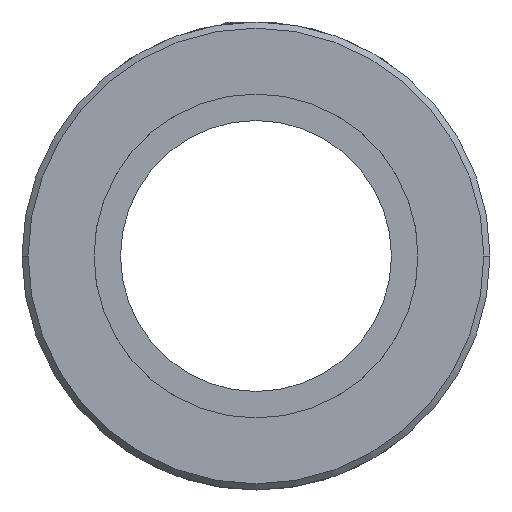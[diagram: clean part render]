
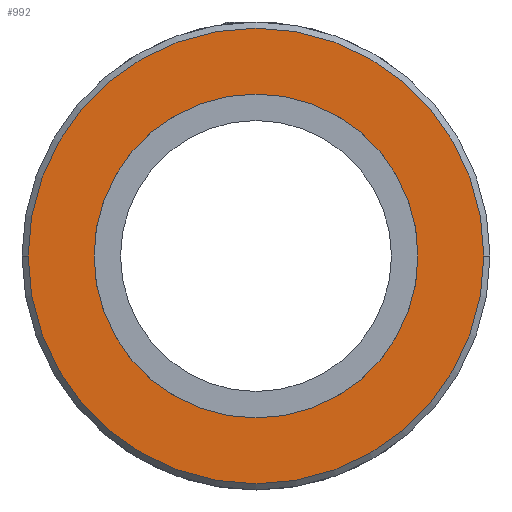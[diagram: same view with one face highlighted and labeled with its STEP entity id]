
A CAD part, front view. The second image highlights one B-rep face of the part: STEP entity #992.
In plain terms, the highlighted planar face has unit normal (0, -1, 0).
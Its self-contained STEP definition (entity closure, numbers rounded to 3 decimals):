
#6 = CIRCLE ( 'NONE', #800, 12.75 ) ;
#18 = AXIS2_PLACEMENT_3D ( 'NONE', #1033, #584, #808 ) ;
#19 = EDGE_LOOP ( 'NONE', ( #915, #530 ) ) ;
#71 = FACE_OUTER_BOUND ( 'NONE', #19, .T. ) ;
#187 = ORIENTED_EDGE ( 'NONE', *, *, #457, .F. ) ;
#199 = DIRECTION ( 'NONE',  ( 0., -1., 0. ) ) ;
#204 = CARTESIAN_POINT ( 'NONE',  ( 0., 5., 0. ) ) ;
#208 = CIRCLE ( 'NONE', #18, 18.5 ) ;
#264 = AXIS2_PLACEMENT_3D ( 'NONE', #204, #199, #1352 ) ;
#346 = CARTESIAN_POINT ( 'NONE',  ( 0., 5., 0. ) ) ;
#357 = EDGE_CURVE ( 'NONE', #721, #755, #208, .T. ) ;
#457 = EDGE_CURVE ( 'NONE', #1222, #690, #1215, .T. ) ;
#467 = AXIS2_PLACEMENT_3D ( 'NONE', #346, #819, #1513 ) ;
#527 = FACE_BOUND ( 'NONE', #1102, .T. ) ;
#530 = ORIENTED_EDGE ( 'NONE', *, *, #357, .T. ) ;
#576 = DIRECTION ( 'NONE',  ( 1., 0., 0. ) ) ;
#584 = DIRECTION ( 'NONE',  ( 0., -1., 0. ) ) ;
#590 = CARTESIAN_POINT ( 'NONE',  ( 0., 5., 0. ) ) ;
#690 = VERTEX_POINT ( 'NONE', #1064 ) ;
#707 = DIRECTION ( 'NONE',  ( 0., -1., 0. ) ) ;
#721 = VERTEX_POINT ( 'NONE', #984 ) ;
#755 = VERTEX_POINT ( 'NONE', #1470 ) ;
#800 = AXIS2_PLACEMENT_3D ( 'NONE', #919, #1503, #576 ) ;
#808 = DIRECTION ( 'NONE',  ( 1., 0., 0. ) ) ;
#819 = DIRECTION ( 'NONE',  ( 0., -1., 0. ) ) ;
#821 = DIRECTION ( 'NONE',  ( 1., 0., 0. ) ) ;
#915 = ORIENTED_EDGE ( 'NONE', *, *, #1369, .T. ) ;
#919 = CARTESIAN_POINT ( 'NONE',  ( 0., 5., 0. ) ) ;
#984 = CARTESIAN_POINT ( 'NONE',  ( 18.5, 5., 0. ) ) ;
#992 = ADVANCED_FACE ( 'NONE', ( #71, #527 ), #1482, .T. ) ;
#1033 = CARTESIAN_POINT ( 'NONE',  ( 0., 5., 0. ) ) ;
#1064 = CARTESIAN_POINT ( 'NONE',  ( -12.75, 5., 0. ) ) ;
#1102 = EDGE_LOOP ( 'NONE', ( #1108, #187 ) ) ;
#1108 = ORIENTED_EDGE ( 'NONE', *, *, #1305, .F. ) ;
#1184 = AXIS2_PLACEMENT_3D ( 'NONE', #590, #707, #821 ) ;
#1210 = CIRCLE ( 'NONE', #467, 18.5 ) ;
#1215 = CIRCLE ( 'NONE', #1184, 12.75 ) ;
#1222 = VERTEX_POINT ( 'NONE', #1249 ) ;
#1249 = CARTESIAN_POINT ( 'NONE',  ( 12.75, 5., 0. ) ) ;
#1305 = EDGE_CURVE ( 'NONE', #690, #1222, #6, .T. ) ;
#1352 = DIRECTION ( 'NONE',  ( 1., 0., 0. ) ) ;
#1369 = EDGE_CURVE ( 'NONE', #755, #721, #1210, .T. ) ;
#1470 = CARTESIAN_POINT ( 'NONE',  ( -18.5, 5., 0. ) ) ;
#1482 = PLANE ( 'NONE',  #264 ) ;
#1503 = DIRECTION ( 'NONE',  ( 0., -1., 0. ) ) ;
#1513 = DIRECTION ( 'NONE',  ( 1., 0., 0. ) ) ;
